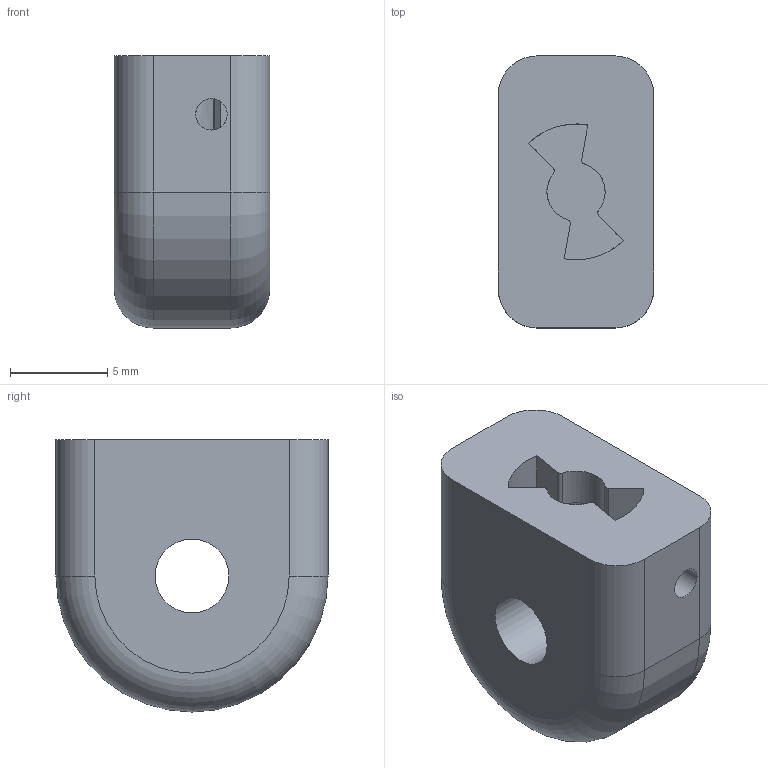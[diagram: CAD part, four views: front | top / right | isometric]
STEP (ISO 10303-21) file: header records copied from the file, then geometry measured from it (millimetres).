
FILE_DESCRIPTION(/* description */ (''),/* implementation_level */ '2;1');
FILE_NAME(/* name */ 'Proximal CM V Centre Block.step',/* time_stamp */ '2022-08-07T18:01:56+01:00',/* author */ (''),/* organization */ (''),/* preprocessor_version */ 'ST-DEVELOPER v18.1',/* originating_system */ 'Autodesk Translation Framework v10.10.0.1391',/* authorisation */ '');
FILE_SCHEMA (('AUTOMOTIVE_DESIGN { 1 0 10303 214 3 1 1 }'));
Length unit declared in the file: millimetre
Products named in the file (1): Proximal CM V Centre Block
Bounding box: 8 x 14 x 14 mm (x, y, z)
Volume: 1145.2 mm3; surface area: 901.8 mm2
Topology: 1 solids, 1 shells, 40 faces, 109 edges, 72 vertices
Faces by surface type: plane 20, cylinder 18, torus 2
Full cylindrical faces by diameter (mm): 1.623 x2, 3.8 x1
Entity records: 1395 total; most frequent: CARTESIAN_POINT 296, DIRECTION 227, ORIENTED_EDGE 218, EDGE_CURVE 109, AXIS2_PLACEMENT_3D 81, VERTEX_POINT 72, LINE 65, VECTOR 65
